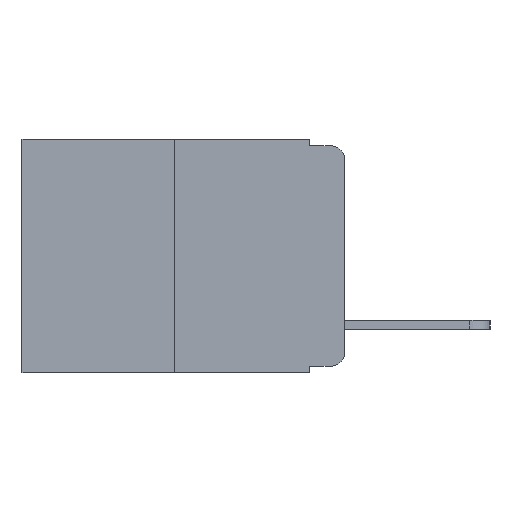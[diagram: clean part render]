
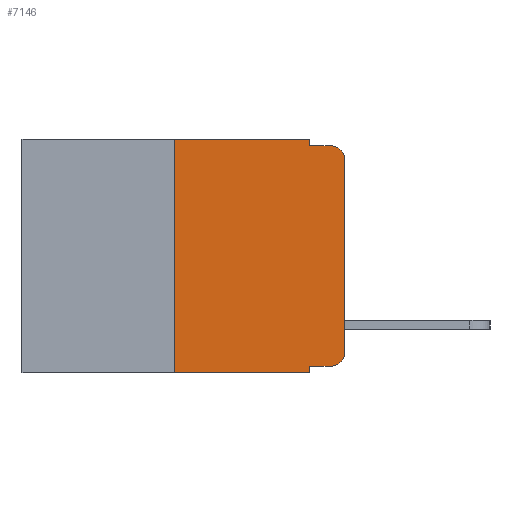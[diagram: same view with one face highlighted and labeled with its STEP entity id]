
A CAD part, left-side view. The second image highlights one B-rep face of the part: STEP entity #7146.
In plain terms, the highlighted planar face has unit normal (-1, 0, 0).
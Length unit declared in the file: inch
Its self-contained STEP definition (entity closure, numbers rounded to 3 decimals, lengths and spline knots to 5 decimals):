
#152 = CARTESIAN_POINT ( 'NONE',  ( 0., 0.051, -0.333 ) ) ;
#208 = VECTOR ( 'NONE', #18874, 39.37008 ) ;
#792 = VECTOR ( 'NONE', #2462, 39.37008 ) ;
#1213 = DIRECTION ( 'NONE',  ( 0., 0., 1. ) ) ;
#1326 = VERTEX_POINT ( 'NONE', #8538 ) ;
#1358 = LINE ( 'NONE', #1855, #16338 ) ;
#1372 = CARTESIAN_POINT ( 'NONE',  ( 0., 0.25, 0. ) ) ;
#1375 = DIRECTION ( 'NONE',  ( 0., 0., -1. ) ) ;
#1509 = VERTEX_POINT ( 'NONE', #7683 ) ;
#1855 = CARTESIAN_POINT ( 'NONE',  ( 0., 0.051, 0. ) ) ;
#1875 = CARTESIAN_POINT ( 'NONE',  ( 0., 0.02, -0.333 ) ) ;
#2160 = CARTESIAN_POINT ( 'NONE',  ( 0., 0.051, -0.01 ) ) ;
#2356 = VERTEX_POINT ( 'NONE', #14603 ) ;
#2462 = DIRECTION ( 'NONE',  ( 0., -1., 0. ) ) ;
#2558 = ORIENTED_EDGE ( 'NONE', *, *, #4534, .T. ) ;
#2590 = CARTESIAN_POINT ( 'NONE',  ( 0., 0.25, 0. ) ) ;
#2723 = ORIENTED_EDGE ( 'NONE', *, *, #4539, .T. ) ;
#2788 = ORIENTED_EDGE ( 'NONE', *, *, #4567, .F. ) ;
#2800 = ORIENTED_EDGE ( 'NONE', *, *, #4572, .F. ) ;
#2921 = ORIENTED_EDGE ( 'NONE', *, *, #3560, .F. ) ;
#3002 = ORIENTED_EDGE ( 'NONE', *, *, #4573, .F. ) ;
#3142 = ORIENTED_EDGE ( 'NONE', *, *, #4307, .T. ) ;
#3163 = ORIENTED_EDGE ( 'NONE', *, *, #4594, .F. ) ;
#3186 = ORIENTED_EDGE ( 'NONE', *, *, #4596, .T. ) ;
#3292 = ORIENTED_EDGE ( 'NONE', *, *, #4622, .T. ) ;
#3544 = DIRECTION ( 'NONE',  ( -1., 0., 0. ) ) ;
#3560 = EDGE_CURVE ( 'NONE', #6511, #2356, #15067, .T. ) ;
#3666 = CARTESIAN_POINT ( 'NONE',  ( 0., 0.051, -0.01 ) ) ;
#3840 = DIRECTION ( 'NONE',  ( 0., 0., -1. ) ) ;
#3966 = CARTESIAN_POINT ( 'NONE',  ( 0., 0.02, -0.03 ) ) ;
#4307 = EDGE_CURVE ( 'NONE', #1326, #14978, #16350, .T. ) ;
#4534 = EDGE_CURVE ( 'NONE', #17714, #1509, #14175, .T. ) ;
#4539 = EDGE_CURVE ( 'NONE', #1509, #9803, #9965, .T. ) ;
#4567 = EDGE_CURVE ( 'NONE', #7312, #9803, #9087, .T. ) ;
#4572 = EDGE_CURVE ( 'NONE', #2356, #7312, #1358, .T. ) ;
#4573 = EDGE_CURVE ( 'NONE', #1326, #6511, #8621, .T. ) ;
#4594 = EDGE_CURVE ( 'NONE', #7430, #14978, #15599, .T. ) ;
#4596 = EDGE_CURVE ( 'NONE', #7430, #10430, #18374, .T. ) ;
#4604 = DIRECTION ( 'NONE',  ( 0., 0., 1. ) ) ;
#4622 = EDGE_CURVE ( 'NONE', #10430, #17714, #15216, .T. ) ;
#4889 = CARTESIAN_POINT ( 'NONE',  ( 0., 0., 0. ) ) ;
#4956 = AXIS2_PLACEMENT_3D ( 'NONE', #3966, #3544, #3840 ) ;
#5915 = VECTOR ( 'NONE', #4604, 39.37008 ) ;
#6511 = VERTEX_POINT ( 'NONE', #2590 ) ;
#7146 = ADVANCED_FACE ( 'NONE', ( #12530 ), #8288, .F. ) ;
#7312 = VERTEX_POINT ( 'NONE', #3666 ) ;
#7430 = VERTEX_POINT ( 'NONE', #152 ) ;
#7447 = VECTOR ( 'NONE', #17903, 39.37008 ) ;
#7683 = CARTESIAN_POINT ( 'NONE',  ( 0., 0., -0.03 ) ) ;
#8224 = DIRECTION ( 'NONE',  ( 0., 0., -1. ) ) ;
#8228 = DIRECTION ( 'NONE',  ( 1., 0., 0. ) ) ;
#8270 = CARTESIAN_POINT ( 'NONE',  ( 0., 0.473, 0. ) ) ;
#8288 = PLANE ( 'NONE',  #8470 ) ;
#8470 = AXIS2_PLACEMENT_3D ( 'NONE', #8270, #8228, #8224 ) ;
#8538 = CARTESIAN_POINT ( 'NONE',  ( 0., 0.25, -0.343 ) ) ;
#8621 = LINE ( 'NONE', #1372, #18723 ) ;
#9087 = LINE ( 'NONE', #2160, #792 ) ;
#9103 = VECTOR ( 'NONE', #16852, 39.37008 ) ;
#9803 = VERTEX_POINT ( 'NONE', #16701 ) ;
#9965 = CIRCLE ( 'NONE', #4956, 0.02 ) ;
#10049 = EDGE_LOOP ( 'NONE', ( #2558, #2723, #2788, #2800, #2921, #3002, #3142, #3163, #3186, #3292 ) ) ;
#10430 = VERTEX_POINT ( 'NONE', #1875 ) ;
#11529 = VECTOR ( 'NONE', #18761, 39.37008 ) ;
#11994 = AXIS2_PLACEMENT_3D ( 'NONE', #18108, #18050, #17978 ) ;
#12530 = FACE_OUTER_BOUND ( 'NONE', #10049, .T. ) ;
#14175 = LINE ( 'NONE', #4889, #5915 ) ;
#14603 = CARTESIAN_POINT ( 'NONE',  ( 0., 0.051, 0. ) ) ;
#14978 = VERTEX_POINT ( 'NONE', #16188 ) ;
#15067 = LINE ( 'NONE', #17929, #7447 ) ;
#15216 = CIRCLE ( 'NONE', #11994, 0.02 ) ;
#15599 = LINE ( 'NONE', #18894, #208 ) ;
#16188 = CARTESIAN_POINT ( 'NONE',  ( 0., 0.051, -0.343 ) ) ;
#16338 = VECTOR ( 'NONE', #1375, 39.37008 ) ;
#16350 = LINE ( 'NONE', #17607, #9103 ) ;
#16701 = CARTESIAN_POINT ( 'NONE',  ( 0., 0.02, -0.01 ) ) ;
#16852 = DIRECTION ( 'NONE',  ( 0., -1., 0. ) ) ;
#17484 = CARTESIAN_POINT ( 'NONE',  ( 0., 0., -0.313 ) ) ;
#17607 = CARTESIAN_POINT ( 'NONE',  ( 0., 0.473, -0.343 ) ) ;
#17714 = VERTEX_POINT ( 'NONE', #17484 ) ;
#17903 = DIRECTION ( 'NONE',  ( 0., -1., 0. ) ) ;
#17929 = CARTESIAN_POINT ( 'NONE',  ( 0., 0.473, 0. ) ) ;
#17978 = DIRECTION ( 'NONE',  ( 0., 0., -1. ) ) ;
#18050 = DIRECTION ( 'NONE',  ( -1., 0., 0. ) ) ;
#18108 = CARTESIAN_POINT ( 'NONE',  ( 0., 0.02, -0.313 ) ) ;
#18374 = LINE ( 'NONE', #18799, #11529 ) ;
#18723 = VECTOR ( 'NONE', #1213, 39.37008 ) ;
#18761 = DIRECTION ( 'NONE',  ( 0., -1., 0. ) ) ;
#18799 = CARTESIAN_POINT ( 'NONE',  ( 0., 0.051, -0.333 ) ) ;
#18874 = DIRECTION ( 'NONE',  ( 0., 0., -1. ) ) ;
#18894 = CARTESIAN_POINT ( 'NONE',  ( 0., 0.051, 0. ) ) ;
